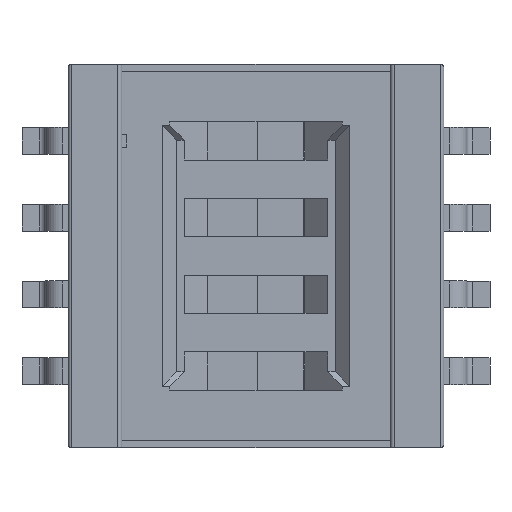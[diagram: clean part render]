
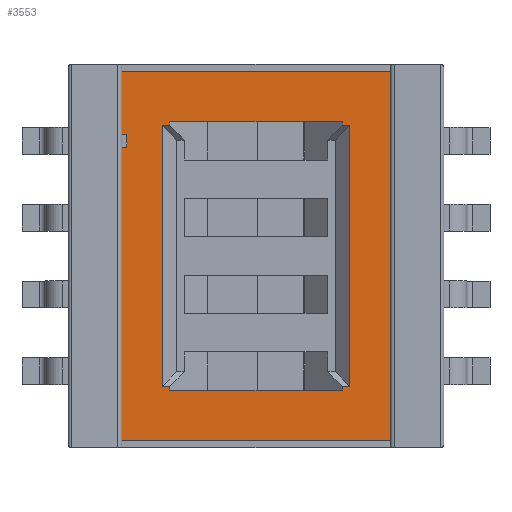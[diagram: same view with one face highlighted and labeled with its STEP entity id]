
A CAD part, top view. The second image highlights one B-rep face of the part: STEP entity #3553.
In plain terms, the highlighted planar face has unit normal (0, 0, 1).
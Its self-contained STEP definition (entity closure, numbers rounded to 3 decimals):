
#27=VECTOR('',#28,1.);
#28=DIRECTION('',(0.,1.,0.));
#34=VECTOR('',#35,1.);
#35=DIRECTION('',(-1.,0.,0.));
#41=VECTOR('',#42,1.);
#42=DIRECTION('',(0.,-1.,0.));
#46=VECTOR('',#47,1.);
#47=DIRECTION('',(1.,0.,0.));
#50=DIRECTION('',(0.,0.,-1.));
#206=VECTOR('',#207,1.);
#207=DIRECTION('',(0.,-1.,0.));
#1534=CARTESIAN_POINT('',(1.75,2.5,1.5));
#2438=CARTESIAN_POINT('',(-1.75,-2.5,1.5));
#2522=VERTEX_POINT('',#2523);
#2523=CARTESIAN_POINT('',(1.75,2.4,1.5));
#2524=LINE('',#1534,#206);
#2528=CARTESIAN_POINT('',(2.25,2.4,1.5));
#2529=LINE('',#2528,#34);
#2533=CARTESIAN_POINT('',(2.25,-2.4,1.5));
#2537=VERTEX_POINT('',#2538);
#2538=CARTESIAN_POINT('',(1.75,-2.4,1.5));
#2539=LINE('',#2540,#46);
#2540=CARTESIAN_POINT('',(-2.25,-2.4,1.5));
#2554=EDGE_CURVE('',#2522,#2537,#2524,.T.);
#3010=VERTEX_POINT('',#3011);
#3011=CARTESIAN_POINT('',(-1.75,2.4,1.5));
#3012=ORIENTED_EDGE('',*,*,#3013,.F.);
#3013=EDGE_CURVE('',#2522,#3010,#2529,.T.);
#3062=VERTEX_POINT('',#3063);
#3063=CARTESIAN_POINT('',(-1.75,-2.4,1.5));
#3064=LINE('',#2438,#27);
#3084=EDGE_CURVE('',#3085,#3010,#3064,.T.);
#3085=VERTEX_POINT('',#3086);
#3086=CARTESIAN_POINT('',(-1.75,1.583,1.5));
#3089=VERTEX_POINT('',#3090);
#3090=CARTESIAN_POINT('',(-1.75,1.417,1.5));
#3092=EDGE_CURVE('',#3062,#3089,#3064,.T.);
#3540=ORIENTED_EDGE('',*,*,#3541,.F.);
#3541=EDGE_CURVE('',#3062,#2537,#2539,.T.);
#3553=ADVANCED_FACE('',(#3554,#3577),#3639,.F.);
#3554=FACE_BOUND('',#3555,.F.);
#3555=EDGE_LOOP('',(#3012,#3556,#3540,#3557,#3558,#3566,#3571,#3576));
#3556=ORIENTED_EDGE('',*,*,#2554,.T.);
#3557=ORIENTED_EDGE('',*,*,#3092,.T.);
#3558=ORIENTED_EDGE('',*,*,#3559,.T.);
#3559=EDGE_CURVE('',#3089,#3560,#3562,.T.);
#3560=VERTEX_POINT('',#3561);
#3561=CARTESIAN_POINT('',(-1.683,1.417,1.5));
#3562=LINE('',#3563,#3564);
#3563=CARTESIAN_POINT('',(-1.85,1.417,1.5));
#3564=VECTOR('',#3565,1.);
#3565=DIRECTION('',(1.,0.,0.));
#3566=ORIENTED_EDGE('',*,*,#3567,.T.);
#3567=EDGE_CURVE('',#3560,#3568,#3570,.T.);
#3568=VERTEX_POINT('',#3569);
#3569=CARTESIAN_POINT('',(-1.683,1.583,1.5));
#3570=LINE('',#3561,#27);
#3571=ORIENTED_EDGE('',*,*,#3572,.T.);
#3572=EDGE_CURVE('',#3568,#3085,#3573,.T.);
#3573=LINE('',#3569,#3574);
#3574=VECTOR('',#3575,1.);
#3575=DIRECTION('',(-1.,0.,0.));
#3576=ORIENTED_EDGE('',*,*,#3084,.T.);
#3577=FACE_BOUND('',#3578,.F.);
#3578=EDGE_LOOP('',(#3579,#3587,#3592,#3597,#3603,#3608,#3613,#3619,#3624,#3629,#3633,#3637));
#3579=ORIENTED_EDGE('',*,*,#3580,.T.);
#3580=EDGE_CURVE('',#3581,#3583,#3585,.T.);
#3581=VERTEX_POINT('',#3582);
#3582=CARTESIAN_POINT('',(-1.125,-1.7,1.5));
#3583=VERTEX_POINT('',#3584);
#3584=CARTESIAN_POINT('',(-1.125,-1.75,1.5));
#3585=LINE('',#3586,#41);
#3586=CARTESIAN_POINT('',(-1.125,-1.25,1.5));
#3587=ORIENTED_EDGE('',*,*,#3588,.T.);
#3588=EDGE_CURVE('',#3583,#3589,#3591,.T.);
#3589=VERTEX_POINT('',#3590);
#3590=CARTESIAN_POINT('',(1.125,-1.75,1.5));
#3591=LINE('',#3584,#46);
#3592=ORIENTED_EDGE('',*,*,#3593,.T.);
#3593=EDGE_CURVE('',#3589,#3594,#3596,.T.);
#3594=VERTEX_POINT('',#3595);
#3595=CARTESIAN_POINT('',(1.125,-1.7,1.5));
#3596=LINE('',#3590,#27);
#3597=ORIENTED_EDGE('',*,*,#3598,.T.);
#3598=EDGE_CURVE('',#3594,#3599,#3601,.T.);
#3599=VERTEX_POINT('',#3600);
#3600=CARTESIAN_POINT('',(1.225,-1.7,1.5));
#3601=LINE('',#3602,#46);
#3602=CARTESIAN_POINT('',(-1.225,-1.7,1.5));
#3603=ORIENTED_EDGE('',*,*,#3604,.T.);
#3604=EDGE_CURVE('',#3599,#3605,#3607,.T.);
#3605=VERTEX_POINT('',#3606);
#3606=CARTESIAN_POINT('',(1.225,1.7,1.5));
#3607=LINE('',#3600,#27);
#3608=ORIENTED_EDGE('',*,*,#3609,.T.);
#3609=EDGE_CURVE('',#3605,#3610,#3612,.T.);
#3610=VERTEX_POINT('',#3611);
#3611=CARTESIAN_POINT('',(1.125,1.7,1.5));
#3612=LINE('',#3606,#34);
#3613=ORIENTED_EDGE('',*,*,#3614,.T.);
#3614=EDGE_CURVE('',#3610,#3615,#3617,.T.);
#3615=VERTEX_POINT('',#3616);
#3616=CARTESIAN_POINT('',(1.125,1.75,1.5));
#3617=LINE('',#3618,#27);
#3618=CARTESIAN_POINT('',(1.125,1.25,1.5));
#3619=ORIENTED_EDGE('',*,*,#3620,.T.);
#3620=EDGE_CURVE('',#3615,#3621,#3623,.T.);
#3621=VERTEX_POINT('',#3622);
#3622=CARTESIAN_POINT('',(-1.125,1.75,1.5));
#3623=LINE('',#3616,#34);
#3624=ORIENTED_EDGE('',*,*,#3625,.T.);
#3625=EDGE_CURVE('',#3621,#3626,#3628,.T.);
#3626=VERTEX_POINT('',#3627);
#3627=CARTESIAN_POINT('',(-1.125,1.7,1.5));
#3628=LINE('',#3622,#41);
#3629=ORIENTED_EDGE('',*,*,#3630,.T.);
#3630=EDGE_CURVE('',#3626,#3631,#3612,.T.);
#3631=VERTEX_POINT('',#3632);
#3632=CARTESIAN_POINT('',(-1.225,1.7,1.5));
#3633=ORIENTED_EDGE('',*,*,#3634,.T.);
#3634=EDGE_CURVE('',#3631,#3635,#3636,.T.);
#3635=VERTEX_POINT('',#3602);
#3636=LINE('',#3632,#41);
#3637=ORIENTED_EDGE('',*,*,#3638,.T.);
#3638=EDGE_CURVE('',#3635,#3581,#3601,.T.);
#3639=PLANE('',#3640);
#3640=AXIS2_PLACEMENT_3D('',#2533,#50,#3641);
#3641=DIRECTION('',(-0.684,0.73,0.));
